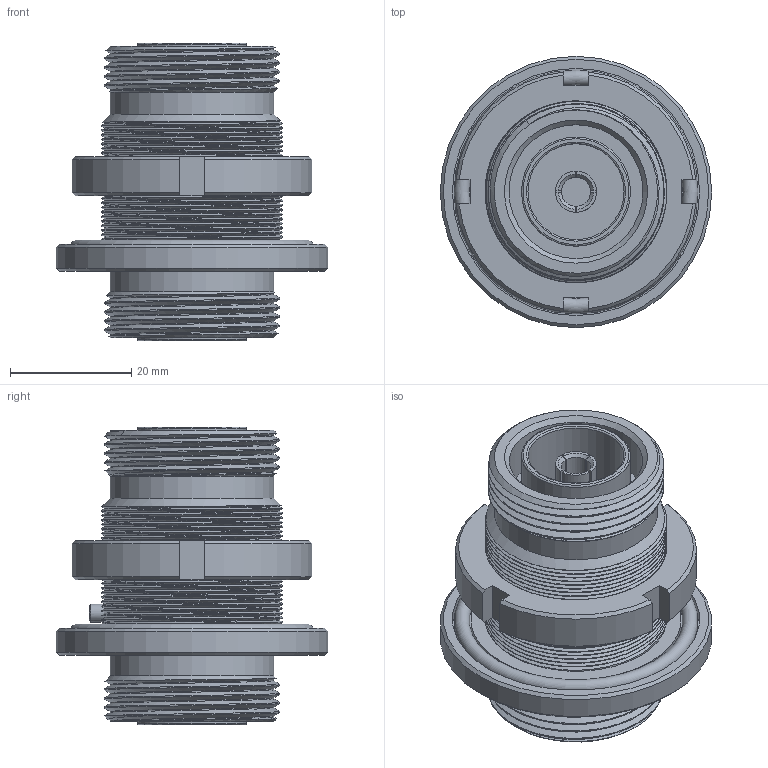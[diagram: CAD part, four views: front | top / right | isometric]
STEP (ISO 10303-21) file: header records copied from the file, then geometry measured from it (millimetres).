
FILE_DESCRIPTION (( 'STEP AP203' ), '1' );
FILE_NAME ('FMAD1280_3D.step', '2021-10-04T16:41:08', ( '' ), ( '' ), 'SwSTEP 2.0', 'SolidWorks 2021', '' );
FILE_SCHEMA (( 'CONFIG_CONTROL_DESIGN' ));
Length unit declared in the file: inch
Products named in the file (1): FMAD1280_3D
Bounding box: 44.8 x 44.8 x 49.1 mm (x, y, z)
Volume: 33527.3 mm3; surface area: 18229.2 mm2
Topology: 3 solids, 3 shells, 149 faces, 380 edges, 247 vertices
Faces by surface type: plane 62, cone 30, cylinder 28, bspline 24, torus 5
Full cylindrical faces by diameter (mm): 3 x1, 4.826 x2, 6.782 x2, 15.85 x2, 18 x2, 22.1 x2, 27 x2, 34.8 x1, 40.8 x1, 44.8 x1
Entity records: 23926 total; most frequent: CARTESIAN_POINT 20767, ORIENTED_EDGE 664, DIRECTION 562, EDGE_CURVE 332, VERTEX_POINT 232, AXIS2_PLACEMENT_3D 229, EDGE_LOOP 190, FACE_OUTER_BOUND 166
